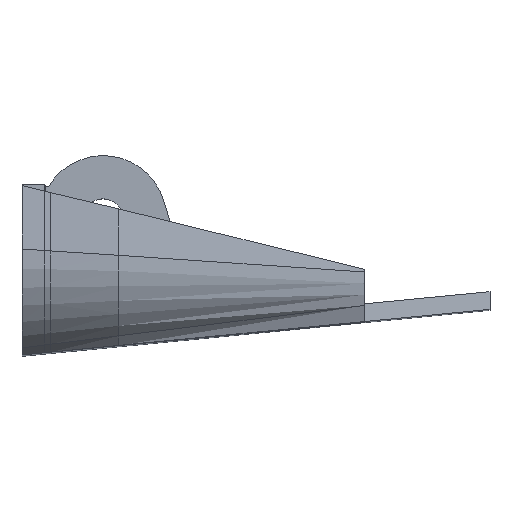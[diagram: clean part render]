
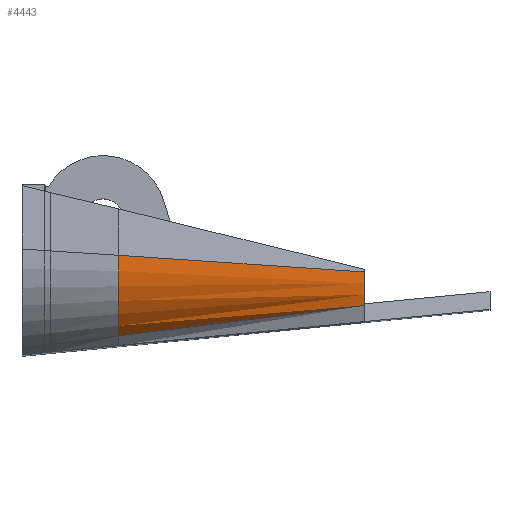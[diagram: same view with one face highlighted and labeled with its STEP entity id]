
A CAD part, top view. The second image highlights one B-rep face of the part: STEP entity #4443.
In plain terms, the highlighted free-form (B-spline) face has degree [7, 1] with [8, 2] control points.
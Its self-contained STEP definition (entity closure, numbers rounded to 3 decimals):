
#2194 = PLANE('',#2195);
#2195 = AXIS2_PLACEMENT_3D('',#2196,#2197,#2198);
#2196 = CARTESIAN_POINT('',(52.,5.205,171.49));
#2197 = DIRECTION('',(1.,0.,0.));
#2198 = DIRECTION('',(0.,1.,0.));
#2248 = B_SPLINE_SURFACE_WITH_KNOTS('',7,1,(
    (#2249,#2250)
    ,(#2251,#2252)
    ,(#2253,#2254)
    ,(#2255,#2256)
    ,(#2257,#2258)
    ,(#2259,#2260)
    ,(#2261,#2262)
    ,(#2263,#2264
    )),.UNSPECIFIED.,.F.,.F.,.F.,(8,8),(2,2),(7.,8.),(-16.574,
    2.726),.PIECEWISE_BEZIER_KNOTS.);
#2249 = CARTESIAN_POINT('',(52.,4.292,171.621));
#2250 = CARTESIAN_POINT('',(33.209,1.958,175.807));
#2251 = CARTESIAN_POINT('',(52.,4.107,171.533));
#2252 = CARTESIAN_POINT('',(33.209,1.85,175.692));
#2253 = CARTESIAN_POINT('',(52.,3.923,171.444));
#2254 = CARTESIAN_POINT('',(33.209,1.743,175.577));
#2255 = CARTESIAN_POINT('',(52.,3.738,171.355));
#2256 = CARTESIAN_POINT('',(33.209,1.636,175.461));
#2257 = CARTESIAN_POINT('',(52.,3.554,171.266));
#2258 = CARTESIAN_POINT('',(33.209,1.529,175.346));
#2259 = CARTESIAN_POINT('',(52.,3.369,171.178));
#2260 = CARTESIAN_POINT('',(33.209,1.422,175.231));
#2261 = CARTESIAN_POINT('',(52.,3.185,171.089));
#2262 = CARTESIAN_POINT('',(33.209,1.314,175.115));
#2263 = CARTESIAN_POINT('',(52.,3.,171.));
#2264 = CARTESIAN_POINT('',(33.209,1.207,175.));
#3385 = VERTEX_POINT('',#3386);
#3386 = CARTESIAN_POINT('',(52.,6.851,172.205));
#3410 = PLANE('',#3411);
#3411 = AXIS2_PLACEMENT_3D('',#3412,#3413,#3414);
#3412 = CARTESIAN_POINT('',(42.604,8.426,175.609));
#3413 = DIRECTION('',(-0.341,0.,-0.94
    ));
#3414 = DIRECTION('',(-0.138,-0.989,0.05)
  );
#3427 = EDGE_CURVE('',#3385,#3428,#3430,.T.);
#3428 = VERTEX_POINT('',#3429);
#3429 = CARTESIAN_POINT('',(52.,4.292,171.621));
#3430 = SURFACE_CURVE('',#3431,(#3440,#3452),.PCURVE_S1.);
#3431 = B_SPLINE_CURVE_WITH_KNOTS('',7,(#3432,#3433,#3434,#3435,#3436,
    #3437,#3438,#3439),.UNSPECIFIED.,.F.,.F.,(8,8),(6.,7.),
  .PIECEWISE_BEZIER_KNOTS.);
#3432 = CARTESIAN_POINT('',(52.,6.851,172.205));
#3433 = CARTESIAN_POINT('',(52.,6.473,172.205));
#3434 = CARTESIAN_POINT('',(52.,6.095,172.177));
#3435 = CARTESIAN_POINT('',(52.,5.719,172.12));
#3436 = CARTESIAN_POINT('',(52.,5.349,172.036));
#3437 = CARTESIAN_POINT('',(52.,4.986,171.924));
#3438 = CARTESIAN_POINT('',(52.,4.633,171.785));
#3439 = CARTESIAN_POINT('',(52.,4.292,171.621));
#3440 = PCURVE('',#2194,#3441);
#3441 = DEFINITIONAL_REPRESENTATION('',(#3442),#3451);
#3442 = B_SPLINE_CURVE_WITH_KNOTS('',7,(#3443,#3444,#3445,#3446,#3447,
    #3448,#3449,#3450),.UNSPECIFIED.,.F.,.F.,(8,8),(6.,7.),
  .PIECEWISE_BEZIER_KNOTS.);
#3443 = CARTESIAN_POINT('',(1.646,0.715));
#3444 = CARTESIAN_POINT('',(1.268,0.715));
#3445 = CARTESIAN_POINT('',(0.89,0.687));
#3446 = CARTESIAN_POINT('',(0.514,0.63));
#3447 = CARTESIAN_POINT('',(0.144,0.546));
#3448 = CARTESIAN_POINT('',(-0.219,0.434));
#3449 = CARTESIAN_POINT('',(-0.572,0.296));
#3450 = CARTESIAN_POINT('',(-0.913,0.132));
#3451 = ( GEOMETRIC_REPRESENTATION_CONTEXT(2) 
PARAMETRIC_REPRESENTATION_CONTEXT() REPRESENTATION_CONTEXT('2D SPACE',''
  ) );
#3452 = PCURVE('',#3453,#3470);
#3453 = B_SPLINE_SURFACE_WITH_KNOTS('',7,1,(
    (#3454,#3455)
    ,(#3456,#3457)
    ,(#3458,#3459)
    ,(#3460,#3461)
    ,(#3462,#3463)
    ,(#3464,#3465)
    ,(#3466,#3467)
    ,(#3468,#3469
    )),.UNSPECIFIED.,.F.,.F.,.F.,(8,8),(2,2),(6.,7.),(-16.574,
    2.726),.PIECEWISE_BEZIER_KNOTS.);
#3454 = CARTESIAN_POINT('',(52.,6.851,172.205));
#3455 = CARTESIAN_POINT('',(33.209,8.119,179.013));
#3456 = CARTESIAN_POINT('',(52.,6.473,172.205));
#3457 = CARTESIAN_POINT('',(33.209,7.082,179.013));
#3458 = CARTESIAN_POINT('',(52.,6.095,172.177));
#3459 = CARTESIAN_POINT('',(33.209,6.046,178.847));
#3460 = CARTESIAN_POINT('',(52.,5.719,172.12));
#3461 = CARTESIAN_POINT('',(33.209,5.042,178.515));
#3462 = CARTESIAN_POINT('',(52.,5.349,172.036));
#3463 = CARTESIAN_POINT('',(33.209,4.104,178.025));
#3464 = CARTESIAN_POINT('',(52.,4.986,171.924));
#3465 = CARTESIAN_POINT('',(33.209,3.262,177.395));
#3466 = CARTESIAN_POINT('',(52.,4.633,171.785));
#3467 = CARTESIAN_POINT('',(33.209,2.541,176.646));
#3468 = CARTESIAN_POINT('',(52.,4.292,171.621));
#3469 = CARTESIAN_POINT('',(33.209,1.958,175.807));
#3470 = DEFINITIONAL_REPRESENTATION('',(#3471),#3475);
#3471 = LINE('',#3472,#3473);
#3472 = CARTESIAN_POINT('',(0.,-16.574));
#3473 = VECTOR('',#3474,1.);
#3474 = DIRECTION('',(1.,0.));
#3475 = ( GEOMETRIC_REPRESENTATION_CONTEXT(2) 
PARAMETRIC_REPRESENTATION_CONTEXT() REPRESENTATION_CONTEXT('2D SPACE',''
  ) );
#3511 = EDGE_CURVE('',#3428,#3512,#3514,.T.);
#3512 = VERTEX_POINT('',#3513);
#3513 = CARTESIAN_POINT('',(33.209,1.958,175.807));
#3514 = SURFACE_CURVE('',#3515,(#3518,#3524),.PCURVE_S1.);
#3515 = B_SPLINE_CURVE_WITH_KNOTS('',1,(#3516,#3517),.UNSPECIFIED.,.F.,
  .F.,(2,2),(-16.574,2.726),.PIECEWISE_BEZIER_KNOTS.);
#3516 = CARTESIAN_POINT('',(52.,4.292,171.621));
#3517 = CARTESIAN_POINT('',(33.209,1.958,175.807));
#3518 = PCURVE('',#2248,#3519);
#3519 = DEFINITIONAL_REPRESENTATION('',(#3520),#3523);
#3520 = B_SPLINE_CURVE_WITH_KNOTS('',1,(#3521,#3522),.UNSPECIFIED.,.F.,
  .F.,(2,2),(-16.574,2.726),.PIECEWISE_BEZIER_KNOTS.);
#3521 = CARTESIAN_POINT('',(7.,-16.574));
#3522 = CARTESIAN_POINT('',(7.,2.726));
#3523 = ( GEOMETRIC_REPRESENTATION_CONTEXT(2) 
PARAMETRIC_REPRESENTATION_CONTEXT() REPRESENTATION_CONTEXT('2D SPACE',''
  ) );
#3524 = PCURVE('',#3453,#3525);
#3525 = DEFINITIONAL_REPRESENTATION('',(#3526),#3530);
#3526 = LINE('',#3527,#3528);
#3527 = CARTESIAN_POINT('',(7.,0.));
#3528 = VECTOR('',#3529,1.);
#3529 = DIRECTION('',(0.,1.));
#3530 = ( GEOMETRIC_REPRESENTATION_CONTEXT(2) 
PARAMETRIC_REPRESENTATION_CONTEXT() REPRESENTATION_CONTEXT('2D SPACE',''
  ) );
#3576 = B_SPLINE_SURFACE_WITH_KNOTS('',7,1,(
    (#3577,#3578)
    ,(#3579,#3580)
    ,(#3581,#3582)
    ,(#3583,#3584)
    ,(#3585,#3586)
    ,(#3587,#3588)
    ,(#3589,#3590)
    ,(#3591,#3592
    )),.UNSPECIFIED.,.F.,.F.,.F.,(8,8),(2,2),(6.,7.),(-6.622,
    -1.389),.PIECEWISE_BEZIER_KNOTS.);
#3577 = CARTESIAN_POINT('',(33.209,8.119,179.013));
#3578 = CARTESIAN_POINT('',(28.,8.452,179.775));
#3579 = CARTESIAN_POINT('',(33.209,7.082,179.013));
#3580 = CARTESIAN_POINT('',(28.,7.237,179.775));
#3581 = CARTESIAN_POINT('',(33.209,6.046,178.847));
#3582 = CARTESIAN_POINT('',(28.,6.021,179.571));
#3583 = CARTESIAN_POINT('',(33.209,5.042,178.515));
#3584 = CARTESIAN_POINT('',(28.,4.847,179.165));
#3585 = CARTESIAN_POINT('',(33.209,4.104,178.025));
#3586 = CARTESIAN_POINT('',(28.,3.756,178.565));
#3587 = CARTESIAN_POINT('',(33.209,3.262,177.395));
#3588 = CARTESIAN_POINT('',(28.,2.784,177.793));
#3589 = CARTESIAN_POINT('',(33.209,2.541,176.646));
#3590 = CARTESIAN_POINT('',(28.,1.963,176.879));
#3591 = CARTESIAN_POINT('',(33.209,1.958,175.807));
#3592 = CARTESIAN_POINT('',(28.,1.314,175.858));
#4383 = EDGE_CURVE('',#3385,#4384,#4386,.T.);
#4384 = VERTEX_POINT('',#4385);
#4385 = CARTESIAN_POINT('',(33.209,8.119,179.013));
#4386 = SURFACE_CURVE('',#4387,(#4390,#4396),.PCURVE_S1.);
#4387 = B_SPLINE_CURVE_WITH_KNOTS('',1,(#4388,#4389),.UNSPECIFIED.,.F.,
  .F.,(2,2),(-16.574,2.726),.PIECEWISE_BEZIER_KNOTS.);
#4388 = CARTESIAN_POINT('',(52.,6.851,172.205));
#4389 = CARTESIAN_POINT('',(33.209,8.119,179.013));
#4390 = PCURVE('',#3410,#4391);
#4391 = DEFINITIONAL_REPRESENTATION('',(#4392),#4395);
#4392 = B_SPLINE_CURVE_WITH_KNOTS('',1,(#4393,#4394),.UNSPECIFIED.,.F.,
  .F.,(2,2),(-16.574,2.726),.PIECEWISE_BEZIER_KNOTS.);
#4393 = CARTESIAN_POINT('',(0.093,-10.116));
#4394 = CARTESIAN_POINT('',(1.769,9.84));
#4395 = ( GEOMETRIC_REPRESENTATION_CONTEXT(2) 
PARAMETRIC_REPRESENTATION_CONTEXT() REPRESENTATION_CONTEXT('2D SPACE',''
  ) );
#4396 = PCURVE('',#3453,#4397);
#4397 = DEFINITIONAL_REPRESENTATION('',(#4398),#4401);
#4398 = B_SPLINE_CURVE_WITH_KNOTS('',1,(#4399,#4400),.UNSPECIFIED.,.F.,
  .F.,(2,2),(-16.574,2.726),.PIECEWISE_BEZIER_KNOTS.);
#4399 = CARTESIAN_POINT('',(6.,-16.574));
#4400 = CARTESIAN_POINT('',(6.,2.726));
#4401 = ( GEOMETRIC_REPRESENTATION_CONTEXT(2) 
PARAMETRIC_REPRESENTATION_CONTEXT() REPRESENTATION_CONTEXT('2D SPACE',''
  ) );
#4443 = ADVANCED_FACE('',(#4444),#3453,.F.);
#4444 = FACE_BOUND('',#4445,.F.);
#4445 = EDGE_LOOP('',(#4446,#4447,#4448,#4449));
#4446 = ORIENTED_EDGE('',*,*,#4383,.F.);
#4447 = ORIENTED_EDGE('',*,*,#3427,.T.);
#4448 = ORIENTED_EDGE('',*,*,#3511,.T.);
#4449 = ORIENTED_EDGE('',*,*,#4450,.F.);
#4450 = EDGE_CURVE('',#4384,#3512,#4451,.T.);
#4451 = SURFACE_CURVE('',#4452,(#4461,#4468),.PCURVE_S1.);
#4452 = B_SPLINE_CURVE_WITH_KNOTS('',7,(#4453,#4454,#4455,#4456,#4457,
    #4458,#4459,#4460),.UNSPECIFIED.,.F.,.F.,(8,8),(6.,7.),
  .PIECEWISE_BEZIER_KNOTS.);
#4453 = CARTESIAN_POINT('',(33.209,8.119,179.013));
#4454 = CARTESIAN_POINT('',(33.209,7.082,179.013));
#4455 = CARTESIAN_POINT('',(33.209,6.046,178.847));
#4456 = CARTESIAN_POINT('',(33.209,5.042,178.515));
#4457 = CARTESIAN_POINT('',(33.209,4.104,178.025));
#4458 = CARTESIAN_POINT('',(33.209,3.262,177.395));
#4459 = CARTESIAN_POINT('',(33.209,2.541,176.646));
#4460 = CARTESIAN_POINT('',(33.209,1.958,175.807));
#4461 = PCURVE('',#3453,#4462);
#4462 = DEFINITIONAL_REPRESENTATION('',(#4463),#4467);
#4463 = LINE('',#4464,#4465);
#4464 = CARTESIAN_POINT('',(0.,2.726));
#4465 = VECTOR('',#4466,1.);
#4466 = DIRECTION('',(1.,0.));
#4467 = ( GEOMETRIC_REPRESENTATION_CONTEXT(2) 
PARAMETRIC_REPRESENTATION_CONTEXT() REPRESENTATION_CONTEXT('2D SPACE',''
  ) );
#4468 = PCURVE('',#3576,#4469);
#4469 = DEFINITIONAL_REPRESENTATION('',(#4470),#4473);
#4470 = B_SPLINE_CURVE_WITH_KNOTS('',1,(#4471,#4472),.UNSPECIFIED.,.F.,
  .F.,(2,2),(6.,7.),.PIECEWISE_BEZIER_KNOTS.);
#4471 = CARTESIAN_POINT('',(6.,-6.622));
#4472 = CARTESIAN_POINT('',(7.,-6.622));
#4473 = ( GEOMETRIC_REPRESENTATION_CONTEXT(2) 
PARAMETRIC_REPRESENTATION_CONTEXT() REPRESENTATION_CONTEXT('2D SPACE',''
  ) );
